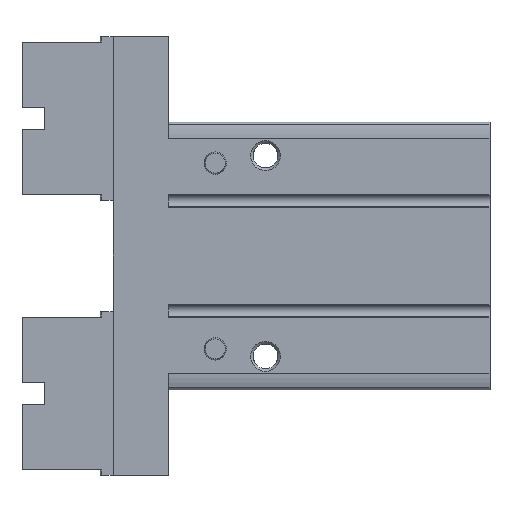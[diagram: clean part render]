
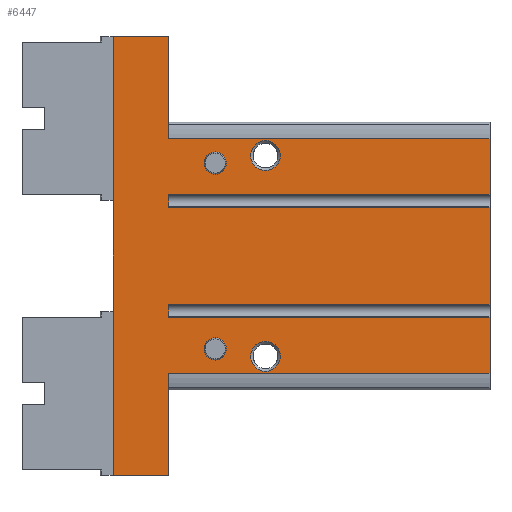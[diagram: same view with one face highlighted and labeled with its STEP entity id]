
A CAD part, left-side view. The second image highlights one B-rep face of the part: STEP entity #6447.
In plain terms, the highlighted face is planar.
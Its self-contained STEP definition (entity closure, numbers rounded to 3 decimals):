
#207=LINE('',#9985,#757);
#239=LINE('',#10131,#789);
#244=LINE('',#10155,#794);
#281=LINE('',#10338,#831);
#282=LINE('',#10346,#832);
#283=LINE('',#10348,#833);
#284=LINE('',#10350,#834);
#285=LINE('',#10351,#835);
#286=LINE('',#10353,#836);
#287=LINE('',#10355,#837);
#288=LINE('',#10356,#838);
#289=LINE('',#10358,#839);
#290=LINE('',#10360,#840);
#291=LINE('',#10362,#841);
#292=LINE('',#10364,#842);
#293=LINE('',#10366,#843);
#757=VECTOR('',#7807,1000.);
#789=VECTOR('',#7923,1000.);
#794=VECTOR('',#7942,1000.);
#831=VECTOR('',#8049,1000.);
#832=VECTOR('',#8058,1000.);
#833=VECTOR('',#8059,1000.);
#834=VECTOR('',#8060,1000.);
#835=VECTOR('',#8061,1000.);
#836=VECTOR('',#8062,1000.);
#837=VECTOR('',#8063,1000.);
#838=VECTOR('',#8064,1000.);
#839=VECTOR('',#8065,1000.);
#840=VECTOR('',#8066,1000.);
#841=VECTOR('',#8067,1000.);
#842=VECTOR('',#8068,1000.);
#843=VECTOR('',#8069,1000.);
#1248=PLANE('',#6981);
#1810=ORIENTED_EDGE('',*,*,#3308,.F.);
#1811=ORIENTED_EDGE('',*,*,#3312,.F.);
#1812=ORIENTED_EDGE('',*,*,#3631,.F.);
#1813=ORIENTED_EDGE('',*,*,#3632,.F.);
#1814=ORIENTED_EDGE('',*,*,#3469,.T.);
#1815=ORIENTED_EDGE('',*,*,#3633,.F.);
#1816=ORIENTED_EDGE('',*,*,#3634,.T.);
#1817=ORIENTED_EDGE('',*,*,#3635,.T.);
#1818=ORIENTED_EDGE('',*,*,#3555,.T.);
#1819=ORIENTED_EDGE('',*,*,#3636,.F.);
#1820=ORIENTED_EDGE('',*,*,#3637,.T.);
#1821=ORIENTED_EDGE('',*,*,#3638,.T.);
#1822=ORIENTED_EDGE('',*,*,#3543,.T.);
#1823=ORIENTED_EDGE('',*,*,#3639,.F.);
#1824=ORIENTED_EDGE('',*,*,#3640,.F.);
#1825=ORIENTED_EDGE('',*,*,#3641,.F.);
#1826=ORIENTED_EDGE('',*,*,#3642,.T.);
#1827=ORIENTED_EDGE('',*,*,#3643,.T.);
#1828=ORIENTED_EDGE('',*,*,#3644,.F.);
#1829=ORIENTED_EDGE('',*,*,#3629,.T.);
#3308=EDGE_CURVE('',#4253,#4253,#4910,.T.);
#3312=EDGE_CURVE('',#4257,#4257,#4914,.T.);
#3469=EDGE_CURVE('',#4379,#4378,#207,.T.);
#3543=EDGE_CURVE('',#4451,#4450,#239,.T.);
#3555=EDGE_CURVE('',#4463,#4462,#244,.T.);
#3629=EDGE_CURVE('',#4526,#4379,#281,.T.);
#3631=EDGE_CURVE('',#4527,#4527,#5029,.T.);
#3632=EDGE_CURVE('',#4528,#4528,#5030,.T.);
#3633=EDGE_CURVE('',#4529,#4378,#282,.T.);
#3634=EDGE_CURVE('',#4529,#4530,#283,.T.);
#3635=EDGE_CURVE('',#4530,#4463,#284,.T.);
#3636=EDGE_CURVE('',#4531,#4462,#285,.T.);
#3637=EDGE_CURVE('',#4531,#4532,#286,.T.);
#3638=EDGE_CURVE('',#4532,#4451,#287,.T.);
#3639=EDGE_CURVE('',#4533,#4450,#288,.T.);
#3640=EDGE_CURVE('',#4534,#4533,#289,.T.);
#3641=EDGE_CURVE('',#4535,#4534,#290,.T.);
#3642=EDGE_CURVE('',#4535,#4536,#291,.T.);
#3643=EDGE_CURVE('',#4536,#4537,#292,.T.);
#3644=EDGE_CURVE('',#4526,#4537,#293,.T.);
#4253=VERTEX_POINT('',#9548);
#4257=VERTEX_POINT('',#9558);
#4378=VERTEX_POINT('',#9984);
#4379=VERTEX_POINT('',#9986);
#4450=VERTEX_POINT('',#10130);
#4451=VERTEX_POINT('',#10132);
#4462=VERTEX_POINT('',#10154);
#4463=VERTEX_POINT('',#10156);
#4526=VERTEX_POINT('',#10339);
#4527=VERTEX_POINT('',#10343);
#4528=VERTEX_POINT('',#10345);
#4529=VERTEX_POINT('',#10347);
#4530=VERTEX_POINT('',#10349);
#4531=VERTEX_POINT('',#10352);
#4532=VERTEX_POINT('',#10354);
#4533=VERTEX_POINT('',#10357);
#4534=VERTEX_POINT('',#10359);
#4535=VERTEX_POINT('',#10361);
#4536=VERTEX_POINT('',#10363);
#4537=VERTEX_POINT('',#10365);
#4910=CIRCLE('',#6805,3.);
#4914=CIRCLE('',#6811,3.);
#5029=CIRCLE('',#6982,4.);
#5030=CIRCLE('',#6983,4.);
#5328=EDGE_LOOP('',(#1810));
#5329=EDGE_LOOP('',(#1811));
#5330=EDGE_LOOP('',(#1812));
#5331=EDGE_LOOP('',(#1813));
#5332=EDGE_LOOP('',(#1814,#1815,#1816,#1817,#1818,#1819,#1820,#1821,#1822,
#1823,#1824,#1825,#1826,#1827,#1828,#1829));
#5816=FACE_BOUND('',#5328,.T.);
#5817=FACE_BOUND('',#5329,.T.);
#5818=FACE_BOUND('',#5330,.T.);
#5819=FACE_BOUND('',#5331,.T.);
#5820=FACE_BOUND('',#5332,.T.);
#6447=ADVANCED_FACE('',(#5816,#5817,#5818,#5819,#5820),#1248,.F.);
#6805=AXIS2_PLACEMENT_3D('',#9547,#7540,#7541);
#6811=AXIS2_PLACEMENT_3D('',#9557,#7552,#7553);
#6981=AXIS2_PLACEMENT_3D('',#10341,#8052,#8053);
#6982=AXIS2_PLACEMENT_3D('',#10342,#8054,#8055);
#6983=AXIS2_PLACEMENT_3D('',#10344,#8056,#8057);
#7540=DIRECTION('',(0.,0.,1.));
#7541=DIRECTION('',(1.,0.,0.));
#7552=DIRECTION('',(0.,0.,1.));
#7553=DIRECTION('',(1.,0.,0.));
#7807=DIRECTION('',(1.,0.,0.));
#7923=DIRECTION('',(1.,0.,0.));
#7942=DIRECTION('',(1.,0.,0.));
#8049=DIRECTION('',(0.,-1.,0.));
#8052=DIRECTION('',(0.,0.,-1.));
#8053=DIRECTION('',(-1.,0.,0.));
#8054=DIRECTION('',(0.,0.,1.));
#8055=DIRECTION('',(1.,0.,0.));
#8056=DIRECTION('',(0.,0.,1.));
#8057=DIRECTION('',(1.,0.,0.));
#8058=DIRECTION('',(0.,-1.,0.));
#8059=DIRECTION('',(1.,0.,0.));
#8060=DIRECTION('',(0.,-1.,0.));
#8061=DIRECTION('',(0.,-1.,0.));
#8062=DIRECTION('',(1.,0.,0.));
#8063=DIRECTION('',(0.,-1.,0.));
#8064=DIRECTION('',(0.,-1.,0.));
#8065=DIRECTION('',(-1.,0.,0.));
#8066=DIRECTION('',(0.,-1.,0.));
#8067=DIRECTION('',(-1.,0.,0.));
#8068=DIRECTION('',(0.,-1.,0.));
#8069=DIRECTION('',(-1.,0.,0.));
#9547=CARTESIAN_POINT('',(-25.,73.9,24.));
#9548=CARTESIAN_POINT('',(-22.,73.9,24.));
#9557=CARTESIAN_POINT('',(25.,73.9,24.));
#9558=CARTESIAN_POINT('',(28.,73.9,24.));
#9984=CARTESIAN_POINT('',(-16.5,0.,24.));
#9985=CARTESIAN_POINT('',(-31.5,0.,24.));
#9986=CARTESIAN_POINT('',(-31.5,0.,24.));
#10130=CARTESIAN_POINT('',(31.5,0.,24.));
#10131=CARTESIAN_POINT('',(-31.5,0.,24.));
#10132=CARTESIAN_POINT('',(16.5,0.,24.));
#10154=CARTESIAN_POINT('',(13.1,0.,24.));
#10155=CARTESIAN_POINT('',(-31.5,0.,24.));
#10156=CARTESIAN_POINT('',(-13.1,0.,24.));
#10338=CARTESIAN_POINT('',(-31.5,86.4,24.));
#10339=CARTESIAN_POINT('',(-31.5,86.4,24.));
#10341=CARTESIAN_POINT('',(-31.5,86.4,24.));
#10342=CARTESIAN_POINT('',(-27.,60.4,24.));
#10343=CARTESIAN_POINT('',(-23.,60.4,24.));
#10344=CARTESIAN_POINT('',(27.,60.4,24.));
#10345=CARTESIAN_POINT('',(31.,60.4,24.));
#10346=CARTESIAN_POINT('',(-16.5,86.4,24.));
#10347=CARTESIAN_POINT('',(-16.5,86.4,24.));
#10348=CARTESIAN_POINT('',(-16.5,86.4,24.));
#10349=CARTESIAN_POINT('',(-13.1,86.4,24.));
#10350=CARTESIAN_POINT('',(-13.1,86.4,24.));
#10351=CARTESIAN_POINT('',(13.1,86.4,24.));
#10352=CARTESIAN_POINT('',(13.1,86.4,24.));
#10353=CARTESIAN_POINT('',(13.1,86.4,24.));
#10354=CARTESIAN_POINT('',(16.5,86.4,24.));
#10355=CARTESIAN_POINT('',(16.5,86.4,24.));
#10356=CARTESIAN_POINT('',(31.5,86.4,24.));
#10357=CARTESIAN_POINT('',(31.5,86.4,24.));
#10358=CARTESIAN_POINT('',(59.,86.4,24.));
#10359=CARTESIAN_POINT('',(59.,86.4,24.));
#10360=CARTESIAN_POINT('',(59.,101.2,24.));
#10361=CARTESIAN_POINT('',(59.,101.2,24.));
#10362=CARTESIAN_POINT('',(59.,101.2,24.));
#10363=CARTESIAN_POINT('',(-59.,101.2,24.));
#10364=CARTESIAN_POINT('',(-59.,101.2,24.));
#10365=CARTESIAN_POINT('',(-59.,86.4,24.));
#10366=CARTESIAN_POINT('',(59.,86.4,24.));
